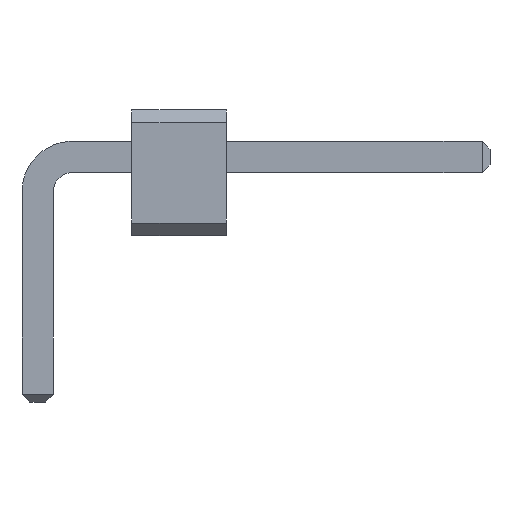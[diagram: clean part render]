
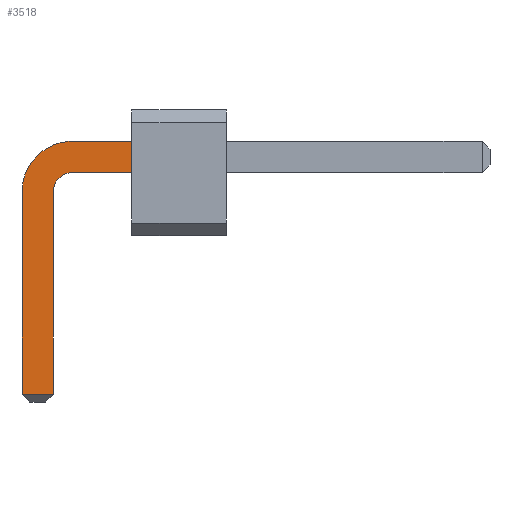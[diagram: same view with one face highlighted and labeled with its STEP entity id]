
A CAD part, front view. The second image highlights one B-rep face of the part: STEP entity #3518.
In plain terms, the highlighted planar face has unit normal (0, -1, 0).
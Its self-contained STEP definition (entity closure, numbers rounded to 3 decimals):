
#1264 = VERTEX_POINT('',#1265);
#1265 = CARTESIAN_POINT('',(1.5,-14.25,0.75));
#1280 = VERTEX_POINT('',#1281);
#1281 = CARTESIAN_POINT('',(1.5,-14.25,1.25));
#1287 = EDGE_CURVE('',#1280,#1264,#1288,.T.);
#1288 = LINE('',#1289,#1290);
#1289 = CARTESIAN_POINT('',(1.5,-14.25,0.499));
#1290 = VECTOR('',#1291,1.);
#1291 = DIRECTION('',(0.,0.,-1.));
#3500 = EDGE_CURVE('',#1264,#3501,#3503,.T.);
#3501 = VERTEX_POINT('',#3502);
#3502 = CARTESIAN_POINT('',(0.5,-14.25,0.75));
#3503 = LINE('',#3504,#3505);
#3504 = CARTESIAN_POINT('',(7.2,-14.25,0.75));
#3505 = VECTOR('',#3506,1.);
#3506 = DIRECTION('',(-1.,0.,0.));
#3518 = ADVANCED_FACE('',(#3519),#3571,.F.);
#3519 = FACE_BOUND('',#3520,.F.);
#3520 = EDGE_LOOP('',(#3521,#3522,#3523,#3532,#3540,#3548,#3556,#3565));
#3521 = ORIENTED_EDGE('',*,*,#1287,.T.);
#3522 = ORIENTED_EDGE('',*,*,#3500,.T.);
#3523 = ORIENTED_EDGE('',*,*,#3524,.T.);
#3524 = EDGE_CURVE('',#3501,#3525,#3527,.T.);
#3525 = VERTEX_POINT('',#3526);
#3526 = CARTESIAN_POINT('',(0.25,-14.25,0.5));
#3527 = CIRCLE('',#3528,0.324);
#3528 = AXIS2_PLACEMENT_3D('',#3529,#3530,#3531);
#3529 = CARTESIAN_POINT('',(0.567,-14.25,0.433));
#3530 = DIRECTION('',(0.,-1.,0.));
#3531 = DIRECTION('',(-0.207,0.,0.978)
);
#3532 = ORIENTED_EDGE('',*,*,#3533,.T.);
#3533 = EDGE_CURVE('',#3525,#3534,#3536,.T.);
#3534 = VERTEX_POINT('',#3535);
#3535 = CARTESIAN_POINT('',(0.25,-14.25,-2.775));
#3536 = LINE('',#3537,#3538);
#3537 = CARTESIAN_POINT('',(0.25,-14.25,0.5));
#3538 = VECTOR('',#3539,1.);
#3539 = DIRECTION('',(0.,0.,-1.));
#3540 = ORIENTED_EDGE('',*,*,#3541,.T.);
#3541 = EDGE_CURVE('',#3534,#3542,#3544,.T.);
#3542 = VERTEX_POINT('',#3543);
#3543 = CARTESIAN_POINT('',(-0.25,-14.25,-2.775));
#3544 = LINE('',#3545,#3546);
#3545 = CARTESIAN_POINT('',(0.25,-14.25,-2.775));
#3546 = VECTOR('',#3547,1.);
#3547 = DIRECTION('',(-1.,0.,0.));
#3548 = ORIENTED_EDGE('',*,*,#3549,.T.);
#3549 = EDGE_CURVE('',#3542,#3550,#3552,.T.);
#3550 = VERTEX_POINT('',#3551);
#3551 = CARTESIAN_POINT('',(-0.25,-14.25,0.5));
#3552 = LINE('',#3553,#3554);
#3553 = CARTESIAN_POINT('',(-0.25,-14.25,-2.9));
#3554 = VECTOR('',#3555,1.);
#3555 = DIRECTION('',(0.,0.,1.));
#3556 = ORIENTED_EDGE('',*,*,#3557,.T.);
#3557 = EDGE_CURVE('',#3550,#3558,#3560,.T.);
#3558 = VERTEX_POINT('',#3559);
#3559 = CARTESIAN_POINT('',(0.5,-14.25,1.25));
#3560 = CIRCLE('',#3561,0.808);
#3561 = AXIS2_PLACEMENT_3D('',#3562,#3563,#3564);
#3562 = CARTESIAN_POINT('',(0.556,-14.25,0.444));
#3563 = DIRECTION('',(0.,1.,0.));
#3564 = DIRECTION('',(-0.998,0.,
0.069));
#3565 = ORIENTED_EDGE('',*,*,#3566,.T.);
#3566 = EDGE_CURVE('',#3558,#1280,#3567,.T.);
#3567 = LINE('',#3568,#3569);
#3568 = CARTESIAN_POINT('',(0.5,-14.25,1.25));
#3569 = VECTOR('',#3570,1.);
#3570 = DIRECTION('',(1.,0.,0.));
#3571 = PLANE('',#3572);
#3572 = AXIS2_PLACEMENT_3D('',#3573,#3574,#3575);
#3573 = CARTESIAN_POINT('',(2.437,-14.25,0.248));
#3574 = DIRECTION('',(0.,1.,-0.));
#3575 = DIRECTION('',(0.,0.,-1.));
